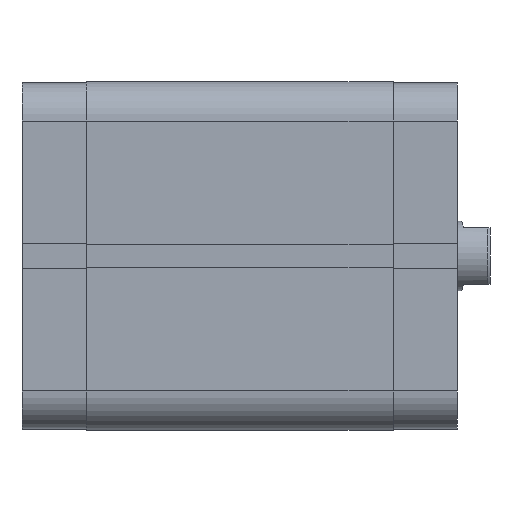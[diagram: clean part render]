
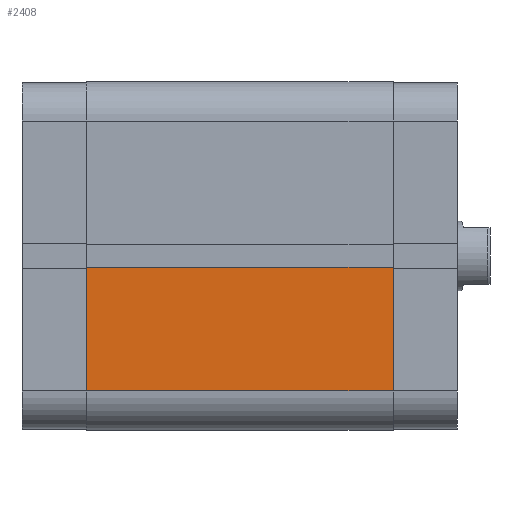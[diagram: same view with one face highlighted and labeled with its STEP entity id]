
A CAD part, front view. The second image highlights one B-rep face of the part: STEP entity #2408.
In plain terms, the highlighted planar face has unit normal (0, -1, 0).
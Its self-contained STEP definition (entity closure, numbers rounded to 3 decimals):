
#329 = EDGE_LOOP ( 'NONE', ( #495, #506, #492, #494 ) ) ;
#492 = ORIENTED_EDGE ( 'NONE', *, *, #5946, .F. ) ;
#494 = ORIENTED_EDGE ( 'NONE', *, *, #5939, .T. ) ;
#495 = ORIENTED_EDGE ( 'NONE', *, *, #5987, .T. ) ;
#506 = ORIENTED_EDGE ( 'NONE', *, *, #5924, .F. ) ;
#706 = VECTOR ( 'NONE', #1465, 1000. ) ;
#708 = LINE ( 'NONE', #1464, #706 ) ;
#733 = LINE ( 'NONE', #1498, #735 ) ;
#735 = VECTOR ( 'NONE', #1499, 1000. ) ;
#747 = LINE ( 'NONE', #1506, #749 ) ;
#749 = VECTOR ( 'NONE', #1513, 1000. ) ;
#820 = LINE ( 'NONE', #1607, #821 ) ;
#821 = VECTOR ( 'NONE', #1608, 1000. ) ;
#1464 = CARTESIAN_POINT ( 'NONE',  ( -2.6, -40., 70.5 ) ) ;
#1465 = DIRECTION ( 'NONE',  ( 0., 0., -1. ) ) ;
#1498 = CARTESIAN_POINT ( 'NONE',  ( -31., -40., 70.5 ) ) ;
#1499 = DIRECTION ( 'NONE',  ( 0., 0., -1. ) ) ;
#1506 = CARTESIAN_POINT ( 'NONE',  ( 0., -40., 70.5 ) ) ;
#1513 = DIRECTION ( 'NONE',  ( 1., 0., 0. ) ) ;
#1607 = CARTESIAN_POINT ( 'NONE',  ( 0., -40., 0. ) ) ;
#1608 = DIRECTION ( 'NONE',  ( 1., 0., 0. ) ) ;
#2408 = ADVANCED_FACE ( 'NONE', ( #3097 ), #3674, .F. ) ;
#3097 = FACE_OUTER_BOUND ( 'NONE', #329, .T. ) ;
#3673 = CARTESIAN_POINT ( 'NONE',  ( 0., -40., 70.5 ) ) ;
#3674 = PLANE ( 'NONE',  #6323 ) ;
#3676 = DIRECTION ( 'NONE',  ( 0., 1., 0. ) ) ;
#3677 = DIRECTION ( 'NONE',  ( 0., 0., 1. ) ) ;
#4238 = CARTESIAN_POINT ( 'NONE',  ( -31., -40., 70.5 ) ) ;
#4252 = CARTESIAN_POINT ( 'NONE',  ( -31., -40., 0. ) ) ;
#4268 = CARTESIAN_POINT ( 'NONE',  ( -2.6, -40., 0. ) ) ;
#4527 = CARTESIAN_POINT ( 'NONE',  ( -2.6, -40., 70.5 ) ) ;
#5000 = VERTEX_POINT ( 'NONE', #4238 ) ;
#5056 = VERTEX_POINT ( 'NONE', #4252 ) ;
#5125 = VERTEX_POINT ( 'NONE', #4268 ) ;
#5420 = VERTEX_POINT ( 'NONE', #4527 ) ;
#5924 = EDGE_CURVE ( 'NONE', #5420, #5125, #708, .T. ) ;
#5939 = EDGE_CURVE ( 'NONE', #5000, #5056, #733, .T. ) ;
#5946 = EDGE_CURVE ( 'NONE', #5000, #5420, #747, .T. ) ;
#5987 = EDGE_CURVE ( 'NONE', #5056, #5125, #820, .T. ) ;
#6323 = AXIS2_PLACEMENT_3D ( 'NONE', #3673, #3676, #3677 ) ;
